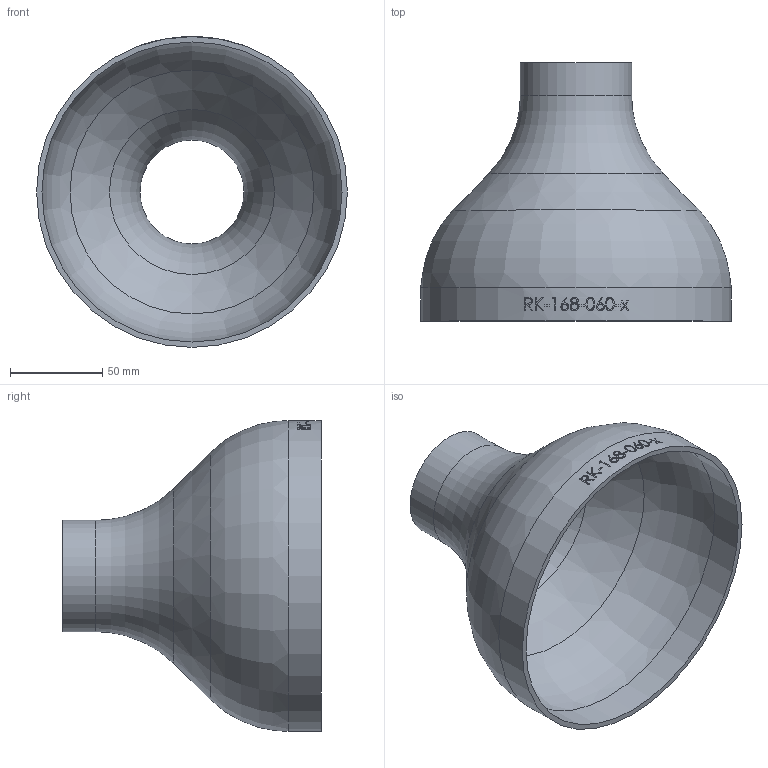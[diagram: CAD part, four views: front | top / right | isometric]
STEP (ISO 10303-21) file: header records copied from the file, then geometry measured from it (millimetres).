
FILE_DESCRIPTION (( 'STEP AP214' ), '1' );
FILE_NAME ('RK-168-060-x Reduzierung 168,3x60,3x2,9x2,0 BL140 1909.STEP', '2019-09-11T07:52:02', ( '' ), ( '' ), 'SwSTEP 2.0', 'SolidWorks 2016', '' );
FILE_SCHEMA (( 'AUTOMOTIVE_DESIGN' ));
Length unit declared in the file: millimetre
Products named in the file (1): RK-168-060-x Reduzierung 168,3x60,3x2,9x2,0 BL140 1909
Bounding box: 168.3 x 140 x 168.3 mm (x, y, z)
Volume: 142736.9 mm3; surface area: 111829.9 mm2
Topology: 1 solids, 1 shells, 147 faces, 370 edges, 244 vertices
Faces by surface type: bspline 80, plane 38, cylinder 23, torus 4, cone 2
Full cylindrical faces by diameter (mm): 56.3 x1, 60.3 x1, 162.5 x1, 168.3 x1
Entity records: 20368 total; most frequent: CARTESIAN_POINT 16110, ORIENTED_EDGE 720, EDGE_CURVE 360, DIRECTION 301, B_SPLINE_CURVE_WITH_KNOTS 251, VERTEX_POINT 244, EDGE_LOOP 178, FACE_OUTER_BOUND 155
